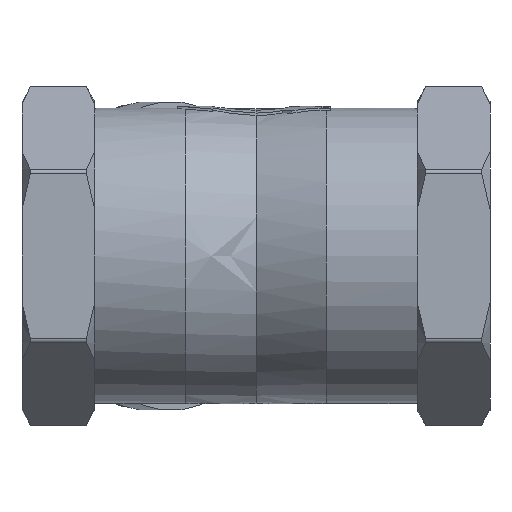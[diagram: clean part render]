
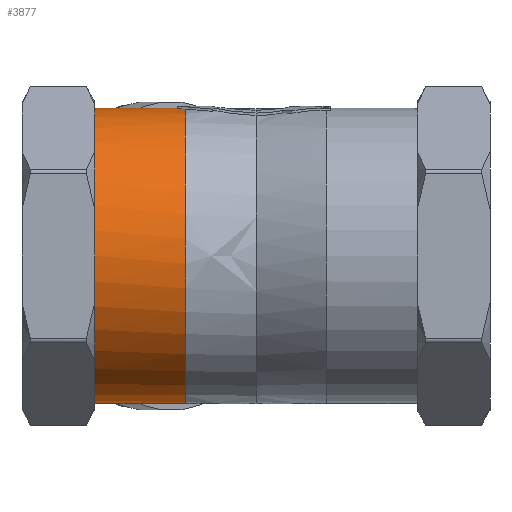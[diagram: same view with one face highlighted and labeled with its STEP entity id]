
A CAD part, front view. The second image highlights one B-rep face of the part: STEP entity #3877.
In plain terms, the highlighted cylindrical face has radius 32.5 mm (diameter 65 mm), a partial arc.
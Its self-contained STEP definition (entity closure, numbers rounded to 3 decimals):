
#410=ELLIPSE('',#3989,112.663,32.5);
#411=ELLIPSE('',#3992,96.455,32.5);
#532=CYLINDRICAL_SURFACE('',#4201,32.5);
#715=FACE_OUTER_BOUND('',#920,.T.);
#920=EDGE_LOOP('',(#3035,#3036,#3037,#3038,#3039,#3040,#3041,#3042,#3043,
#3044,#3045,#3046,#3047,#3048,#3049,#3050,#3051,#3052));
#1047=CIRCLE('',#4109,32.5);
#1050=CIRCLE('',#4112,32.5);
#1051=CIRCLE('',#4113,32.5);
#1088=CIRCLE('',#4202,32.5);
#1089=CIRCLE('',#4203,32.5);
#1090=CIRCLE('',#4204,32.5);
#1091=CIRCLE('',#4205,32.5);
#1092=CIRCLE('',#4206,32.5);
#1093=CIRCLE('',#4207,32.5);
#1094=CIRCLE('',#4208,32.5);
#1258=B_SPLINE_CURVE_WITH_KNOTS('',3,(#7854,#7855,#7856,#7857,#7858,#7859,
#7860,#7861,#7862,#7863),.UNSPECIFIED.,.F.,.F.,(4,3,3,4),(0.,0.,
0.007,0.008),.UNSPECIFIED.);
#1263=B_SPLINE_CURVE_WITH_KNOTS('',3,(#8031,#8032,#8033,#8034,#8035,#8036),
 .UNSPECIFIED.,.F.,.F.,(4,1,1,4),(-2.845,-1.693,-0.918,
-0.56),.UNSPECIFIED.);
#1268=B_SPLINE_CURVE_WITH_KNOTS('',3,(#8064,#8065,#8066,#8067),
 .UNSPECIFIED.,.F.,.F.,(4,4),(2.845,2.847),
 .UNSPECIFIED.);
#1275=B_SPLINE_CURVE_WITH_KNOTS('',3,(#8353,#8354,#8355,#8356,#8357,#8358),
 .UNSPECIFIED.,.F.,.F.,(4,2,4),(0.171,0.173,0.177),
 .UNSPECIFIED.);
#1280=B_SPLINE_CURVE_WITH_KNOTS('',3,(#8422,#8423,#8424,#8425,#8426,#8427),
 .UNSPECIFIED.,.F.,.F.,(4,1,1,4),(-9.462,-9.105,-8.329,
-7.177),.UNSPECIFIED.);
#1281=B_SPLINE_CURVE_WITH_KNOTS('',3,(#8428,#8429,#8430,#8431),
 .UNSPECIFIED.,.F.,.F.,(4,4),(7.175,7.177),
 .UNSPECIFIED.);
#1362=VERTEX_POINT('',#5568);
#1363=VERTEX_POINT('',#5570);
#1365=VERTEX_POINT('',#5584);
#1486=VERTEX_POINT('',#6704);
#1489=VERTEX_POINT('',#6750);
#1490=VERTEX_POINT('',#6765);
#1577=VERTEX_POINT('',#7409);
#1599=VERTEX_POINT('',#7508);
#1608=VERTEX_POINT('',#7557);
#1625=VERTEX_POINT('',#7836);
#1626=VERTEX_POINT('',#7853);
#1628=VERTEX_POINT('',#8029);
#1629=VERTEX_POINT('',#8030);
#1636=VERTEX_POINT('',#8306);
#1639=VERTEX_POINT('',#8414);
#1640=VERTEX_POINT('',#8421);
#1641=VERTEX_POINT('',#8433);
#1642=VERTEX_POINT('',#8436);
#1769=EDGE_CURVE('',#1363,#1362,#410,.T.);
#1774=EDGE_CURVE('',#1362,#1365,#411,.T.);
#1955=EDGE_CURVE('',#1363,#1486,#1047,.T.);
#1960=EDGE_CURVE('',#1489,#1490,#1050,.T.);
#1961=EDGE_CURVE('',#1490,#1365,#1051,.T.);
#2145=EDGE_CURVE('',#1625,#1626,#1258,.T.);
#2150=EDGE_CURVE('',#1628,#1629,#1263,.T.);
#2155=EDGE_CURVE('',#1628,#1626,#1268,.T.);
#2163=EDGE_CURVE('',#1636,#1489,#1275,.T.);
#2168=EDGE_CURVE('',#1639,#1640,#1280,.T.);
#2169=EDGE_CURVE('',#1636,#1640,#1281,.T.);
#2170=EDGE_CURVE('',#1641,#1639,#1088,.T.);
#2171=EDGE_CURVE('',#1608,#1641,#1089,.T.);
#2172=EDGE_CURVE('',#1642,#1608,#1090,.T.);
#2173=EDGE_CURVE('',#1577,#1642,#1091,.T.);
#2174=EDGE_CURVE('',#1599,#1577,#1092,.T.);
#2175=EDGE_CURVE('',#1629,#1599,#1093,.T.);
#2176=EDGE_CURVE('',#1486,#1625,#1094,.T.);
#3035=ORIENTED_EDGE('',*,*,#1774,.T.);
#3036=ORIENTED_EDGE('',*,*,#1961,.F.);
#3037=ORIENTED_EDGE('',*,*,#1960,.F.);
#3038=ORIENTED_EDGE('',*,*,#2163,.F.);
#3039=ORIENTED_EDGE('',*,*,#2169,.T.);
#3040=ORIENTED_EDGE('',*,*,#2168,.F.);
#3041=ORIENTED_EDGE('',*,*,#2170,.F.);
#3042=ORIENTED_EDGE('',*,*,#2171,.F.);
#3043=ORIENTED_EDGE('',*,*,#2172,.F.);
#3044=ORIENTED_EDGE('',*,*,#2173,.F.);
#3045=ORIENTED_EDGE('',*,*,#2174,.F.);
#3046=ORIENTED_EDGE('',*,*,#2175,.F.);
#3047=ORIENTED_EDGE('',*,*,#2150,.F.);
#3048=ORIENTED_EDGE('',*,*,#2155,.T.);
#3049=ORIENTED_EDGE('',*,*,#2145,.F.);
#3050=ORIENTED_EDGE('',*,*,#2176,.F.);
#3051=ORIENTED_EDGE('',*,*,#1955,.F.);
#3052=ORIENTED_EDGE('',*,*,#1769,.T.);
#3877=ADVANCED_FACE('',(#715),#532,.T.);
#3989=AXIS2_PLACEMENT_3D('',#5571,#4388,#4389);
#3992=AXIS2_PLACEMENT_3D('',#5589,#4395,#4396);
#4109=AXIS2_PLACEMENT_3D('',#6705,#4689,#4690);
#4112=AXIS2_PLACEMENT_3D('',#6766,#4695,#4696);
#4113=AXIS2_PLACEMENT_3D('',#6767,#4697,#4698);
#4201=AXIS2_PLACEMENT_3D('',#8432,#4943,#4944);
#4202=AXIS2_PLACEMENT_3D('',#8434,#4945,#4946);
#4203=AXIS2_PLACEMENT_3D('',#8435,#4947,#4948);
#4204=AXIS2_PLACEMENT_3D('',#8437,#4949,#4950);
#4205=AXIS2_PLACEMENT_3D('',#8438,#4951,#4952);
#4206=AXIS2_PLACEMENT_3D('',#8439,#4953,#4954);
#4207=AXIS2_PLACEMENT_3D('',#8440,#4955,#4956);
#4208=AXIS2_PLACEMENT_3D('',#8441,#4957,#4958);
#4388=DIRECTION('center_axis',(-0.288,-0.957,0.));
#4389=DIRECTION('ref_axis',(-0.957,0.288,0.));
#4395=DIRECTION('center_axis',(-0.337,0.942,0.));
#4396=DIRECTION('ref_axis',(0.942,0.337,0.));
#4689=DIRECTION('center_axis',(1.,0.,0.));
#4690=DIRECTION('ref_axis',(0.,0.,-1.));
#4695=DIRECTION('center_axis',(1.,0.,0.));
#4696=DIRECTION('ref_axis',(0.,0.,-1.));
#4697=DIRECTION('center_axis',(1.,0.,0.));
#4698=DIRECTION('ref_axis',(0.,0.,-1.));
#4943=DIRECTION('center_axis',(1.,0.,0.));
#4944=DIRECTION('ref_axis',(0.,-1.,0.));
#4945=DIRECTION('center_axis',(-1.,0.,0.));
#4946=DIRECTION('ref_axis',(0.,0.,-1.));
#4947=DIRECTION('center_axis',(-1.,0.,0.));
#4948=DIRECTION('ref_axis',(0.,0.,-1.));
#4949=DIRECTION('center_axis',(-1.,0.,0.));
#4950=DIRECTION('ref_axis',(0.,0.,-1.));
#4951=DIRECTION('center_axis',(-1.,0.,0.));
#4952=DIRECTION('ref_axis',(0.,0.,-1.));
#4953=DIRECTION('center_axis',(-1.,0.,0.));
#4954=DIRECTION('ref_axis',(0.,0.,-1.));
#4955=DIRECTION('center_axis',(-1.,0.,0.));
#4956=DIRECTION('ref_axis',(0.,0.,-1.));
#4957=DIRECTION('center_axis',(1.,0.,0.));
#4958=DIRECTION('ref_axis',(0.,0.,-1.));
#5568=CARTESIAN_POINT('',(34.206,-2.794,32.38));
#5570=CARTESIAN_POINT('',(36.016,-3.34,32.328));
#5571=CARTESIAN_POINT('Origin',(24.931,0.,0.));
#5584=CARTESIAN_POINT('',(36.016,-2.147,32.429));
#5589=CARTESIAN_POINT('Origin',(42.015,0.,0.));
#6704=CARTESIAN_POINT('',(36.016,0.,-32.5));
#6705=CARTESIAN_POINT('Origin',(36.016,0.,0.));
#6750=CARTESIAN_POINT('',(36.016,19.784,25.785));
#6765=CARTESIAN_POINT('',(36.016,0.,32.5));
#6766=CARTESIAN_POINT('Origin',(36.016,0.,0.));
#6767=CARTESIAN_POINT('Origin',(36.016,0.,0.));
#7409=CARTESIAN_POINT('',(16.,-16.25,-28.146));
#7508=CARTESIAN_POINT('',(16.,16.25,-28.146));
#7557=CARTESIAN_POINT('',(16.,-16.25,28.146));
#7836=CARTESIAN_POINT('',(36.016,19.784,-25.785));
#7853=CARTESIAN_POINT('',(36.033,19.844,-25.738));
#7854=CARTESIAN_POINT('Ctrl Pts',(36.017,19.784,-25.785));
#7855=CARTESIAN_POINT('Ctrl Pts',(36.017,19.785,-25.784));
#7856=CARTESIAN_POINT('Ctrl Pts',(36.017,19.786,-25.783));
#7857=CARTESIAN_POINT('Ctrl Pts',(36.017,19.787,-25.782));
#7858=CARTESIAN_POINT('Ctrl Pts',(36.017,19.806,-25.768));
#7859=CARTESIAN_POINT('Ctrl Pts',(36.022,19.824,-25.754));
#7860=CARTESIAN_POINT('Ctrl Pts',(36.031,19.841,-25.741));
#7861=CARTESIAN_POINT('Ctrl Pts',(36.032,19.842,-25.74));
#7862=CARTESIAN_POINT('Ctrl Pts',(36.032,19.843,-25.739));
#7863=CARTESIAN_POINT('Ctrl Pts',(36.033,19.844,-25.738));
#8029=CARTESIAN_POINT('',(36.016,19.849,-25.734));
#8030=CARTESIAN_POINT('',(16.,26.57,-18.716));
#8031=CARTESIAN_POINT('Ctrl Pts',(36.016,19.849,-25.734));
#8032=CARTESIAN_POINT('Ctrl Pts',(32.531,20.973,-24.867));
#8033=CARTESIAN_POINT('Ctrl Pts',(26.756,22.89,-23.194));
#8034=CARTESIAN_POINT('Ctrl Pts',(20.163,25.136,-20.662));
#8035=CARTESIAN_POINT('Ctrl Pts',(16.989,26.228,-19.201));
#8036=CARTESIAN_POINT('Ctrl Pts',(16.,26.57,-18.716));
#8064=CARTESIAN_POINT('Ctrl Pts',(36.016,19.849,-25.734));
#8065=CARTESIAN_POINT('Ctrl Pts',(36.022,19.847,-25.736));
#8066=CARTESIAN_POINT('Ctrl Pts',(36.027,19.846,-25.737));
#8067=CARTESIAN_POINT('Ctrl Pts',(36.033,19.844,-25.738));
#8306=CARTESIAN_POINT('',(36.033,19.844,25.738));
#8353=CARTESIAN_POINT('Ctrl Pts',(36.033,19.844,25.738));
#8354=CARTESIAN_POINT('Ctrl Pts',(36.029,19.838,25.743));
#8355=CARTESIAN_POINT('Ctrl Pts',(36.026,19.831,25.748));
#8356=CARTESIAN_POINT('Ctrl Pts',(36.019,19.811,25.764));
#8357=CARTESIAN_POINT('Ctrl Pts',(36.016,19.797,25.774));
#8358=CARTESIAN_POINT('Ctrl Pts',(36.016,19.784,25.785));
#8414=CARTESIAN_POINT('',(16.,26.57,18.716));
#8421=CARTESIAN_POINT('',(36.016,19.849,25.734));
#8422=CARTESIAN_POINT('Ctrl Pts',(16.,26.57,18.716));
#8423=CARTESIAN_POINT('Ctrl Pts',(16.989,26.228,19.201));
#8424=CARTESIAN_POINT('Ctrl Pts',(20.163,25.136,20.662));
#8425=CARTESIAN_POINT('Ctrl Pts',(26.756,22.89,23.194));
#8426=CARTESIAN_POINT('Ctrl Pts',(32.531,20.973,24.867));
#8427=CARTESIAN_POINT('Ctrl Pts',(36.016,19.849,25.734));
#8428=CARTESIAN_POINT('Ctrl Pts',(36.033,19.844,25.738));
#8429=CARTESIAN_POINT('Ctrl Pts',(36.027,19.846,25.737));
#8430=CARTESIAN_POINT('Ctrl Pts',(36.022,19.847,25.736));
#8431=CARTESIAN_POINT('Ctrl Pts',(36.016,19.849,25.734));
#8432=CARTESIAN_POINT('Origin',(16.,0.,0.));
#8433=CARTESIAN_POINT('',(16.,16.25,28.146));
#8434=CARTESIAN_POINT('Origin',(16.,0.,0.));
#8435=CARTESIAN_POINT('Origin',(16.,0.,0.));
#8436=CARTESIAN_POINT('',(16.,-32.5,0.));
#8437=CARTESIAN_POINT('Origin',(16.,0.,0.));
#8438=CARTESIAN_POINT('Origin',(16.,0.,0.));
#8439=CARTESIAN_POINT('Origin',(16.,0.,0.));
#8440=CARTESIAN_POINT('Origin',(16.,0.,0.));
#8441=CARTESIAN_POINT('Origin',(36.016,0.,0.));
